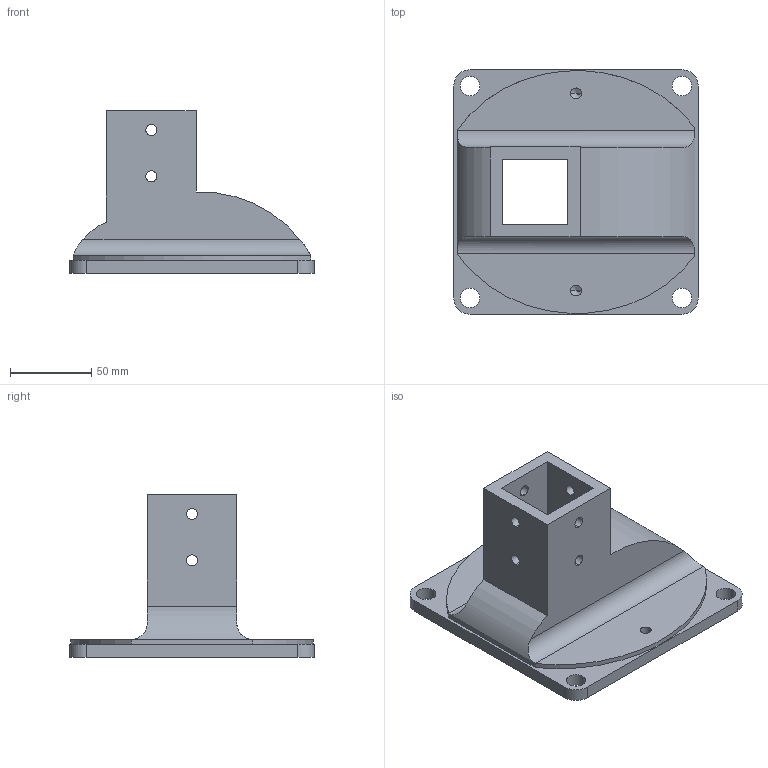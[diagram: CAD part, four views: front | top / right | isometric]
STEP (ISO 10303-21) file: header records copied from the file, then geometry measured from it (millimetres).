
FILE_DESCRIPTION (( 'STEP AP214' ), '1' );
FILE_NAME ('75200301', '2019-02-04T09:43:40', ( '' ), ('JUGARD+KÜNSTNER GmbH'), 'SwSTEP 2.0', 'SolidWorks 2017', '' );
FILE_SCHEMA (( 'AUTOMOTIVE_DESIGN' ));
Length unit declared in the file: millimetre
Products named in the file (1): 75200301_CNAJF00
Bounding box: 150 x 150 x 100 mm (x, y, z)
Volume: 468141.6 mm3; surface area: 86046.7 mm2
Topology: 1 solids, 1 shells, 61 faces, 166 edges, 106 vertices
Faces by surface type: cylinder 36, plane 19, cone 4, bspline 2
Entity records: 2793 total; most frequent: CARTESIAN_POINT 482, DIRECTION 340, ORIENTED_EDGE 324, EDGE_CURVE 162, AXIS2_PLACEMENT_3D 128, VERTEX_POINT 106, EDGE_LOOP 90, LINE 84
